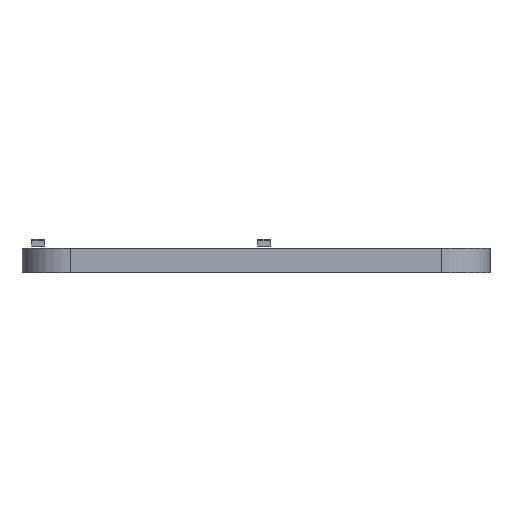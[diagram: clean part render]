
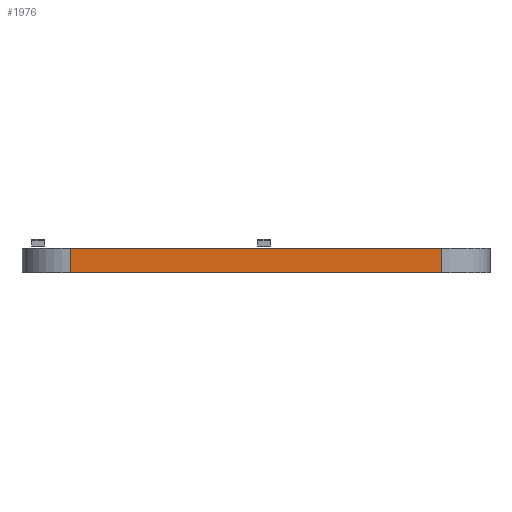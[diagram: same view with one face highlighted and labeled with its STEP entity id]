
A CAD part, front view. The second image highlights one B-rep face of the part: STEP entity #1976.
In plain terms, the highlighted planar face has unit normal (0, -1, 0).
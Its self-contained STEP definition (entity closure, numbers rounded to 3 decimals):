
#985 = VERTEX_POINT('',#986);
#986 = CARTESIAN_POINT('',(95.,-133.,0.));
#993 = EDGE_CURVE('',#994,#985,#996,.T.);
#994 = VERTEX_POINT('',#995);
#995 = CARTESIAN_POINT('',(118.,-133.,0.));
#996 = LINE('',#997,#998);
#997 = CARTESIAN_POINT('',(118.,-133.,0.));
#998 = VECTOR('',#999,1.);
#999 = DIRECTION('',(-1.,0.,0.));
#1467 = VERTEX_POINT('',#1468);
#1468 = CARTESIAN_POINT('',(95.,-133.,1.51));
#1475 = EDGE_CURVE('',#1476,#1467,#1478,.T.);
#1476 = VERTEX_POINT('',#1477);
#1477 = CARTESIAN_POINT('',(118.,-133.,1.51));
#1478 = LINE('',#1479,#1480);
#1479 = CARTESIAN_POINT('',(118.,-133.,1.51));
#1480 = VECTOR('',#1481,1.);
#1481 = DIRECTION('',(-1.,0.,0.));
#1948 = EDGE_CURVE('',#994,#1476,#1949,.T.);
#1949 = LINE('',#1950,#1951);
#1950 = CARTESIAN_POINT('',(118.,-133.,0.));
#1951 = VECTOR('',#1952,1.);
#1952 = DIRECTION('',(0.,0.,1.));
#1976 = ADVANCED_FACE('',(#1977),#1988,.T.);
#1977 = FACE_BOUND('',#1978,.T.);
#1978 = EDGE_LOOP('',(#1979,#1980,#1981,#1987));
#1979 = ORIENTED_EDGE('',*,*,#1948,.T.);
#1980 = ORIENTED_EDGE('',*,*,#1475,.T.);
#1981 = ORIENTED_EDGE('',*,*,#1982,.F.);
#1982 = EDGE_CURVE('',#985,#1467,#1983,.T.);
#1983 = LINE('',#1984,#1985);
#1984 = CARTESIAN_POINT('',(95.,-133.,0.));
#1985 = VECTOR('',#1986,1.);
#1986 = DIRECTION('',(0.,0.,1.));
#1987 = ORIENTED_EDGE('',*,*,#993,.F.);
#1988 = PLANE('',#1989);
#1989 = AXIS2_PLACEMENT_3D('',#1990,#1991,#1992);
#1990 = CARTESIAN_POINT('',(118.,-133.,0.));
#1991 = DIRECTION('',(0.,-1.,0.));
#1992 = DIRECTION('',(-1.,0.,0.));
